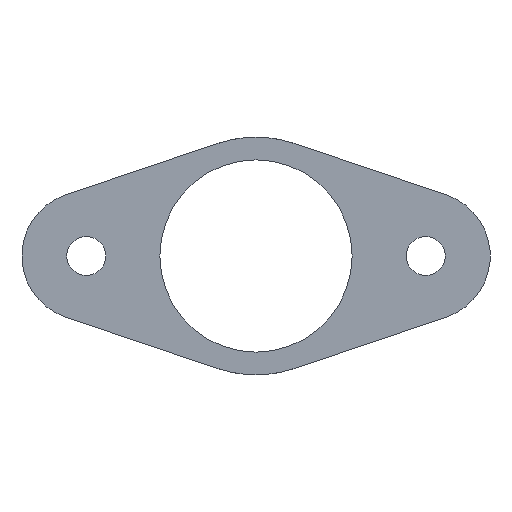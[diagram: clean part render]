
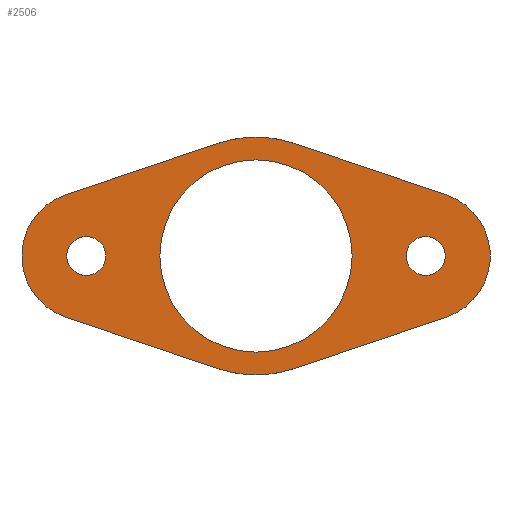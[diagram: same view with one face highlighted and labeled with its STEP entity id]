
A CAD part, front view. The second image highlights one B-rep face of the part: STEP entity #2506.
In plain terms, the highlighted planar face has unit normal (0, -1, 0).
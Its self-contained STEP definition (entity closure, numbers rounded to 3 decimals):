
#32 = FACE_BOUND ( 'NONE', #1024, .T. ) ;
#33 = FACE_BOUND ( 'NONE', #1037, .T. ) ;
#45 = CIRCLE ( 'NONE', #2856, 35. ) ;
#74 = LINE ( 'NONE', #4452, #326 ) ;
#75 = VECTOR ( 'NONE', #3399, 1000. ) ;
#76 = CIRCLE ( 'NONE', #2851, 19. ) ;
#78 = CIRCLE ( 'NONE', #3158, 5.75 ) ;
#80 = CIRCLE ( 'NONE', #2822, 35. ) ;
#112 = FACE_OUTER_BOUND ( 'NONE', #1036, .T. ) ;
#116 = FACE_BOUND ( 'NONE', #1026, .T. ) ;
#184 = CIRCLE ( 'NONE', #2858, 35. ) ;
#185 = LINE ( 'NONE', #3384, #75 ) ;
#304 = CIRCLE ( 'NONE', #2878, 28.328 ) ;
#317 = CIRCLE ( 'NONE', #2854, 19. ) ;
#326 = VECTOR ( 'NONE', #4453, 1000. ) ;
#459 = CIRCLE ( 'NONE', #2779, 5.75 ) ;
#460 = CIRCLE ( 'NONE', #2837, 28.328 ) ;
#470 = VECTOR ( 'NONE', #2635, 1000. ) ;
#471 = LINE ( 'NONE', #2636, #470 ) ;
#539 = CIRCLE ( 'NONE', #2831, 5.75 ) ;
#586 = CIRCLE ( 'NONE', #2847, 5.75 ) ;
#602 = CIRCLE ( 'NONE', #2869, 35. ) ;
#615 = VECTOR ( 'NONE', #3808, 1000. ) ;
#616 = LINE ( 'NONE', #3809, #615 ) ;
#634 = CARTESIAN_POINT ( 'NONE',  ( -50., 3., 5.75 ) ) ;
#636 = VERTEX_POINT ( 'NONE', #1644 ) ;
#638 = VERTEX_POINT ( 'NONE', #1649 ) ;
#641 = VERTEX_POINT ( 'NONE', #634 ) ;
#642 = VERTEX_POINT ( 'NONE', #1652 ) ;
#804 = ORIENTED_EDGE ( 'NONE', *, *, #2915, .F. ) ;
#891 = ORIENTED_EDGE ( 'NONE', *, *, #3157, .F. ) ;
#893 = ORIENTED_EDGE ( 'NONE', *, *, #2911, .F. ) ;
#894 = ORIENTED_EDGE ( 'NONE', *, *, #3063, .F. ) ;
#895 = ORIENTED_EDGE ( 'NONE', *, *, #3062, .F. ) ;
#896 = ORIENTED_EDGE ( 'NONE', *, *, #2913, .F. ) ;
#897 = ORIENTED_EDGE ( 'NONE', *, *, #2910, .F. ) ;
#898 = ORIENTED_EDGE ( 'NONE', *, *, #2919, .F. ) ;
#899 = ORIENTED_EDGE ( 'NONE', *, *, #2917, .F. ) ;
#900 = ORIENTED_EDGE ( 'NONE', *, *, #2916, .F. ) ;
#901 = ORIENTED_EDGE ( 'NONE', *, *, #3169, .F. ) ;
#902 = ORIENTED_EDGE ( 'NONE', *, *, #3098, .F. ) ;
#903 = ORIENTED_EDGE ( 'NONE', *, *, #2935, .T. ) ;
#904 = ORIENTED_EDGE ( 'NONE', *, *, #3168, .T. ) ;
#948 = ORIENTED_EDGE ( 'NONE', *, *, #2798, .F. ) ;
#949 = ORIENTED_EDGE ( 'NONE', *, *, #3067, .F. ) ;
#1024 = EDGE_LOOP ( 'NONE', ( #903, #904 ) ) ;
#1026 = EDGE_LOOP ( 'NONE', ( #949, #900 ) ) ;
#1036 = EDGE_LOOP ( 'NONE', ( #804, #891, #893, #894, #895, #896, #897, #948, #898, #899 ) ) ;
#1037 = EDGE_LOOP ( 'NONE', ( #901, #902 ) ) ;
#1122 = CARTESIAN_POINT ( 'NONE',  ( -11.2, 3., 33.16 ) ) ;
#1166 = PLANE ( 'NONE',  #2813 ) ;
#1208 = CARTESIAN_POINT ( 'NONE',  ( 56.08, 3., -18.001 ) ) ;
#1263 = VERTEX_POINT ( 'NONE', #1267 ) ;
#1267 = CARTESIAN_POINT ( 'NONE',  ( -56.08, 3., 18.001 ) ) ;
#1315 = CARTESIAN_POINT ( 'NONE',  ( 0., 3., 28.328 ) ) ;
#1373 = CARTESIAN_POINT ( 'NONE',  ( 56.08, 3., 18.001 ) ) ;
#1434 = CARTESIAN_POINT ( 'NONE',  ( 0., 3., -35. ) ) ;
#1436 = CARTESIAN_POINT ( 'NONE',  ( 0., 3., 35. ) ) ;
#1437 = CARTESIAN_POINT ( 'NONE',  ( 11.2, 3., 33.16 ) ) ;
#1453 = CARTESIAN_POINT ( 'NONE',  ( -50., 3., -5.75 ) ) ;
#1644 = CARTESIAN_POINT ( 'NONE',  ( -56.08, 3., -18.001 ) ) ;
#1649 = CARTESIAN_POINT ( 'NONE',  ( 50., 3., 5.75 ) ) ;
#1652 = CARTESIAN_POINT ( 'NONE',  ( 0., 3., -28.328 ) ) ;
#1658 = CARTESIAN_POINT ( 'NONE',  ( 11.2, 3., -33.16 ) ) ;
#1711 = VERTEX_POINT ( 'NONE', #1453 ) ;
#1713 = VERTEX_POINT ( 'NONE', #1436 ) ;
#1714 = VERTEX_POINT ( 'NONE', #1434 ) ;
#1720 = VERTEX_POINT ( 'NONE', #1437 ) ;
#1788 = VERTEX_POINT ( 'NONE', #1315 ) ;
#1824 = VERTEX_POINT ( 'NONE', #1658 ) ;
#1841 = CARTESIAN_POINT ( 'NONE',  ( 50., 3., -5.75 ) ) ;
#1844 = CARTESIAN_POINT ( 'NONE',  ( -11.2, 3., -33.16 ) ) ;
#1858 = VERTEX_POINT ( 'NONE', #1373 ) ;
#2038 = VERTEX_POINT ( 'NONE', #1208 ) ;
#2384 = VERTEX_POINT ( 'NONE', #1122 ) ;
#2388 = VERTEX_POINT ( 'NONE', #1844 ) ;
#2390 = VERTEX_POINT ( 'NONE', #1841 ) ;
#2506 = ADVANCED_FACE ( 'NONE', ( #112, #116, #33, #32 ), #1166, .T. ) ;
#2586 = CARTESIAN_POINT ( 'NONE',  ( 0., 3., 0. ) ) ;
#2589 = CARTESIAN_POINT ( 'NONE',  ( -50., 3., 0. ) ) ;
#2630 = DIRECTION ( 'NONE',  ( 0., -1., 0. ) ) ;
#2631 = DIRECTION ( 'NONE',  ( 0., 0., -1. ) ) ;
#2632 = DIRECTION ( 'NONE',  ( 0., 1., 0. ) ) ;
#2633 = DIRECTION ( 'NONE',  ( 0., 0., 1. ) ) ;
#2635 = DIRECTION ( 'NONE',  ( -0.947, 0., 0.32 ) ) ;
#2636 = CARTESIAN_POINT ( 'NONE',  ( -56.08, 3., -18.001 ) ) ;
#2779 = AXIS2_PLACEMENT_3D ( 'NONE', #2589, #2630, #2631 ) ;
#2798 = EDGE_CURVE ( 'NONE', #1713, #1720, #45, .T. ) ;
#2813 = AXIS2_PLACEMENT_3D ( 'NONE', #3181, #3252, #3254 ) ;
#2822 = AXIS2_PLACEMENT_3D ( 'NONE', #3328, #3417, #3438 ) ;
#2831 = AXIS2_PLACEMENT_3D ( 'NONE', #3627, #3623, #3622 ) ;
#2837 = AXIS2_PLACEMENT_3D ( 'NONE', #2586, #2632, #2633 ) ;
#2847 = AXIS2_PLACEMENT_3D ( 'NONE', #3799, #3795, #3794 ) ;
#2851 = AXIS2_PLACEMENT_3D ( 'NONE', #3326, #3336, #3339 ) ;
#2854 = AXIS2_PLACEMENT_3D ( 'NONE', #4445, #3297, #3311 ) ;
#2856 = AXIS2_PLACEMENT_3D ( 'NONE', #4304, #4305, #4306 ) ;
#2858 = AXIS2_PLACEMENT_3D ( 'NONE', #4454, #4457, #4458 ) ;
#2869 = AXIS2_PLACEMENT_3D ( 'NONE', #3807, #3806, #3805 ) ;
#2878 = AXIS2_PLACEMENT_3D ( 'NONE', #3453, #3614, #3617 ) ;
#2910 = EDGE_CURVE ( 'NONE', #1720, #1858, #74, .T. ) ;
#2911 = EDGE_CURVE ( 'NONE', #1714, #2388, #184, .T. ) ;
#2913 = EDGE_CURVE ( 'NONE', #1858, #2038, #317, .T. ) ;
#2915 = EDGE_CURVE ( 'NONE', #636, #1263, #76, .T. ) ;
#2916 = EDGE_CURVE ( 'NONE', #2390, #638, #78, .T. ) ;
#2917 = EDGE_CURVE ( 'NONE', #1263, #2384, #185, .T. ) ;
#2919 = EDGE_CURVE ( 'NONE', #2384, #1713, #80, .T. ) ;
#2935 = EDGE_CURVE ( 'NONE', #1788, #642, #304, .T. ) ;
#3062 = EDGE_CURVE ( 'NONE', #2038, #1824, #616, .T. ) ;
#3063 = EDGE_CURVE ( 'NONE', #1824, #1714, #602, .T. ) ;
#3067 = EDGE_CURVE ( 'NONE', #638, #2390, #586, .T. ) ;
#3098 = EDGE_CURVE ( 'NONE', #1711, #641, #539, .T. ) ;
#3157 = EDGE_CURVE ( 'NONE', #2388, #636, #471, .T. ) ;
#3158 = AXIS2_PLACEMENT_3D ( 'NONE', #3316, #3363, #3367 ) ;
#3168 = EDGE_CURVE ( 'NONE', #642, #1788, #460, .T. ) ;
#3169 = EDGE_CURVE ( 'NONE', #641, #1711, #459, .T. ) ;
#3181 = CARTESIAN_POINT ( 'NONE',  ( -50., 3., 0. ) ) ;
#3252 = DIRECTION ( 'NONE',  ( 0., -1., 0. ) ) ;
#3254 = DIRECTION ( 'NONE',  ( 0., 0., -1. ) ) ;
#3297 = DIRECTION ( 'NONE',  ( 0., 1., 0. ) ) ;
#3311 = DIRECTION ( 'NONE',  ( 0., 0., 1. ) ) ;
#3316 = CARTESIAN_POINT ( 'NONE',  ( 50., 3., 0. ) ) ;
#3326 = CARTESIAN_POINT ( 'NONE',  ( -50., 3., 0. ) ) ;
#3328 = CARTESIAN_POINT ( 'NONE',  ( 0., 3., 0. ) ) ;
#3336 = DIRECTION ( 'NONE',  ( 0., 1., 0. ) ) ;
#3339 = DIRECTION ( 'NONE',  ( 0., 0., 1. ) ) ;
#3363 = DIRECTION ( 'NONE',  ( 0., -1., 0. ) ) ;
#3367 = DIRECTION ( 'NONE',  ( 0., 0., -1. ) ) ;
#3384 = CARTESIAN_POINT ( 'NONE',  ( -56.08, 3., 18.001 ) ) ;
#3399 = DIRECTION ( 'NONE',  ( 0.947, 0., 0.32 ) ) ;
#3417 = DIRECTION ( 'NONE',  ( 0., 1., 0. ) ) ;
#3438 = DIRECTION ( 'NONE',  ( 0., 0., 1. ) ) ;
#3453 = CARTESIAN_POINT ( 'NONE',  ( 0., 3., 0. ) ) ;
#3614 = DIRECTION ( 'NONE',  ( 0., 1., 0. ) ) ;
#3617 = DIRECTION ( 'NONE',  ( 0., 0., 1. ) ) ;
#3622 = DIRECTION ( 'NONE',  ( 0., 0., -1. ) ) ;
#3623 = DIRECTION ( 'NONE',  ( 0., -1., 0. ) ) ;
#3627 = CARTESIAN_POINT ( 'NONE',  ( -50., 3., 0. ) ) ;
#3794 = DIRECTION ( 'NONE',  ( 0., 0., -1. ) ) ;
#3795 = DIRECTION ( 'NONE',  ( 0., -1., 0. ) ) ;
#3799 = CARTESIAN_POINT ( 'NONE',  ( 50., 3., 0. ) ) ;
#3805 = DIRECTION ( 'NONE',  ( 0., 0., 1. ) ) ;
#3806 = DIRECTION ( 'NONE',  ( 0., 1., 0. ) ) ;
#3807 = CARTESIAN_POINT ( 'NONE',  ( 0., 3., 0. ) ) ;
#3808 = DIRECTION ( 'NONE',  ( -0.947, 0., -0.32 ) ) ;
#3809 = CARTESIAN_POINT ( 'NONE',  ( 11.2, 3., -33.16 ) ) ;
#4304 = CARTESIAN_POINT ( 'NONE',  ( 0., 3., 0. ) ) ;
#4305 = DIRECTION ( 'NONE',  ( 0., 1., 0. ) ) ;
#4306 = DIRECTION ( 'NONE',  ( 0., 0., 1. ) ) ;
#4445 = CARTESIAN_POINT ( 'NONE',  ( 50., 3., 0. ) ) ;
#4452 = CARTESIAN_POINT ( 'NONE',  ( 56.08, 3., 18.001 ) ) ;
#4453 = DIRECTION ( 'NONE',  ( 0.947, 0., -0.32 ) ) ;
#4454 = CARTESIAN_POINT ( 'NONE',  ( 0., 3., 0. ) ) ;
#4457 = DIRECTION ( 'NONE',  ( 0., 1., 0. ) ) ;
#4458 = DIRECTION ( 'NONE',  ( 0., 0., 1. ) ) ;
